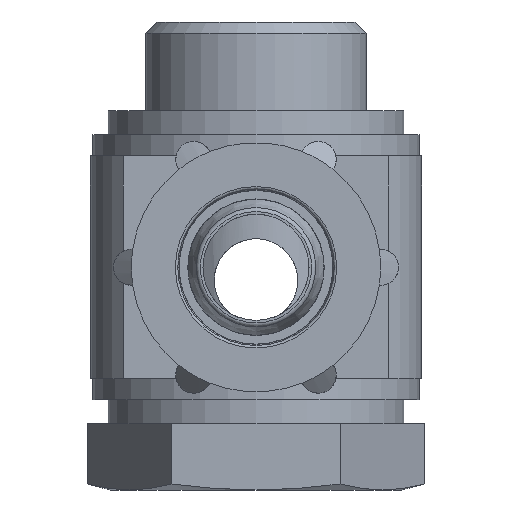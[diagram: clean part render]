
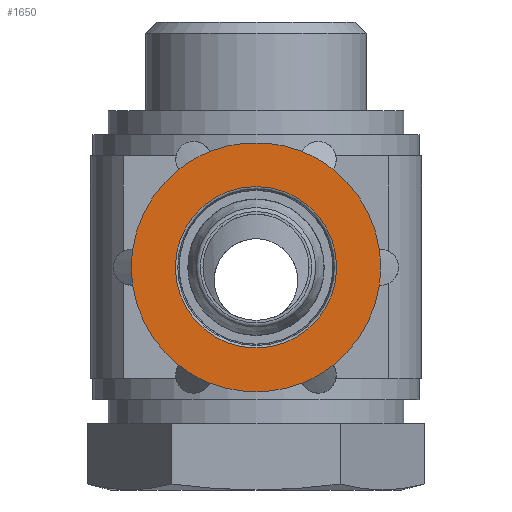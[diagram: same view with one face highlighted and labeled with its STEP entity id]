
A CAD part, left-side view. The second image highlights one B-rep face of the part: STEP entity #1650.
In plain terms, the highlighted face is planar.
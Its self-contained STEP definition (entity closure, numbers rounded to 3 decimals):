
#57=PLANE('',#1938);
#562=ORIENTED_EDGE('',*,*,#829,.F.);
#563=ORIENTED_EDGE('',*,*,#830,.T.);
#564=ORIENTED_EDGE('',*,*,#831,.T.);
#565=ORIENTED_EDGE('',*,*,#832,.T.);
#566=ORIENTED_EDGE('',*,*,#833,.T.);
#567=ORIENTED_EDGE('',*,*,#834,.T.);
#568=ORIENTED_EDGE('',*,*,#835,.T.);
#569=ORIENTED_EDGE('',*,*,#836,.T.);
#570=ORIENTED_EDGE('',*,*,#837,.T.);
#571=ORIENTED_EDGE('',*,*,#838,.T.);
#572=ORIENTED_EDGE('',*,*,#839,.T.);
#573=ORIENTED_EDGE('',*,*,#840,.T.);
#574=ORIENTED_EDGE('',*,*,#841,.T.);
#829=EDGE_CURVE('',#1003,#1003,#1110,.T.);
#830=EDGE_CURVE('',#1004,#1005,#1111,.T.);
#831=EDGE_CURVE('',#1005,#1006,#1112,.F.);
#832=EDGE_CURVE('',#1006,#1007,#1113,.T.);
#833=EDGE_CURVE('',#1007,#1008,#1114,.F.);
#834=EDGE_CURVE('',#1008,#1009,#1115,.T.);
#835=EDGE_CURVE('',#1009,#1010,#1116,.F.);
#836=EDGE_CURVE('',#1010,#1011,#1117,.T.);
#837=EDGE_CURVE('',#1011,#1012,#1118,.F.);
#838=EDGE_CURVE('',#1012,#1013,#1119,.T.);
#839=EDGE_CURVE('',#1013,#1014,#1120,.F.);
#840=EDGE_CURVE('',#1014,#1015,#1121,.T.);
#841=EDGE_CURVE('',#1015,#1004,#1122,.F.);
#1003=VERTEX_POINT('',#3109);
#1004=VERTEX_POINT('',#3111);
#1005=VERTEX_POINT('',#3112);
#1006=VERTEX_POINT('',#3114);
#1007=VERTEX_POINT('',#3116);
#1008=VERTEX_POINT('',#3118);
#1009=VERTEX_POINT('',#3120);
#1010=VERTEX_POINT('',#3122);
#1011=VERTEX_POINT('',#3124);
#1012=VERTEX_POINT('',#3126);
#1013=VERTEX_POINT('',#3128);
#1014=VERTEX_POINT('',#3130);
#1015=VERTEX_POINT('',#3132);
#1110=CIRCLE('',#1939,6.086);
#1111=CIRCLE('',#1940,9.4);
#1112=CIRCLE('',#1941,9.4);
#1113=CIRCLE('',#1942,9.4);
#1114=CIRCLE('',#1943,9.4);
#1115=CIRCLE('',#1944,9.4);
#1116=CIRCLE('',#1945,9.4);
#1117=CIRCLE('',#1946,9.4);
#1118=CIRCLE('',#1947,9.4);
#1119=CIRCLE('',#1948,9.4);
#1120=CIRCLE('',#1949,9.4);
#1121=CIRCLE('',#1950,9.4);
#1122=CIRCLE('',#1951,9.4);
#1286=EDGE_LOOP('',(#562));
#1287=EDGE_LOOP('',(#563,#564,#565,#566,#567,#568,#569,#570,#571,#572,#573,
#574));
#1475=FACE_BOUND('',#1286,.T.);
#1476=FACE_BOUND('',#1287,.T.);
#1650=ADVANCED_FACE('',(#1475,#1476),#57,.F.);
#1938=AXIS2_PLACEMENT_3D('',#3107,#2386,#2387);
#1939=AXIS2_PLACEMENT_3D('',#3108,#2388,#2389);
#1940=AXIS2_PLACEMENT_3D('',#3110,#2390,#2391);
#1941=AXIS2_PLACEMENT_3D('',#3113,#2392,#2393);
#1942=AXIS2_PLACEMENT_3D('',#3115,#2394,#2395);
#1943=AXIS2_PLACEMENT_3D('',#3117,#2396,#2397);
#1944=AXIS2_PLACEMENT_3D('',#3119,#2398,#2399);
#1945=AXIS2_PLACEMENT_3D('',#3121,#2400,#2401);
#1946=AXIS2_PLACEMENT_3D('',#3123,#2402,#2403);
#1947=AXIS2_PLACEMENT_3D('',#3125,#2404,#2405);
#1948=AXIS2_PLACEMENT_3D('',#3127,#2406,#2407);
#1949=AXIS2_PLACEMENT_3D('',#3129,#2408,#2409);
#1950=AXIS2_PLACEMENT_3D('',#3131,#2410,#2411);
#1951=AXIS2_PLACEMENT_3D('',#3133,#2412,#2413);
#2386=DIRECTION('',(-1.,0.,0.));
#2387=DIRECTION('',(0.,0.,1.));
#2388=DIRECTION('',(1.,0.,0.));
#2389=DIRECTION('',(0.,1.,0.));
#2390=DIRECTION('',(1.,0.,0.));
#2391=DIRECTION('',(0.,0.,-1.));
#2392=DIRECTION('',(-1.,0.,0.));
#2393=DIRECTION('',(0.,0.,1.));
#2394=DIRECTION('',(1.,0.,0.));
#2395=DIRECTION('',(0.,0.,-1.));
#2396=DIRECTION('',(-1.,0.,0.));
#2397=DIRECTION('',(0.,0.,1.));
#2398=DIRECTION('',(1.,0.,0.));
#2399=DIRECTION('',(0.,0.,-1.));
#2400=DIRECTION('',(-1.,0.,0.));
#2401=DIRECTION('',(0.,0.,1.));
#2402=DIRECTION('',(1.,0.,0.));
#2403=DIRECTION('',(0.,0.,-1.));
#2404=DIRECTION('',(-1.,0.,0.));
#2405=DIRECTION('',(0.,0.,1.));
#2406=DIRECTION('',(1.,0.,0.));
#2407=DIRECTION('',(0.,0.,-1.));
#2408=DIRECTION('',(-1.,0.,0.));
#2409=DIRECTION('',(0.,0.,1.));
#2410=DIRECTION('',(1.,0.,0.));
#2411=DIRECTION('',(0.,0.,-1.));
#2412=DIRECTION('',(-1.,0.,0.));
#2413=DIRECTION('',(0.,0.,1.));
#3107=CARTESIAN_POINT('',(14.5,9.25,0.));
#3108=CARTESIAN_POINT('',(14.5,0.,0.));
#3109=CARTESIAN_POINT('',(14.5,6.086,0.));
#3110=CARTESIAN_POINT('',(14.5,0.,0.));
#3111=CARTESIAN_POINT('',(14.5,3.485,8.73));
#3112=CARTESIAN_POINT('',(14.5,-3.485,8.73));
#3113=CARTESIAN_POINT('',(14.5,0.,0.));
#3114=CARTESIAN_POINT('',(14.5,-5.818,7.383));
#3115=CARTESIAN_POINT('',(14.5,0.,0.));
#3116=CARTESIAN_POINT('',(14.5,-9.303,1.347));
#3117=CARTESIAN_POINT('',(14.5,0.,0.));
#3118=CARTESIAN_POINT('',(14.5,-9.303,-1.347));
#3119=CARTESIAN_POINT('',(14.5,0.,0.));
#3120=CARTESIAN_POINT('',(14.5,-5.818,-7.383));
#3121=CARTESIAN_POINT('',(14.5,0.,0.));
#3122=CARTESIAN_POINT('',(14.5,-3.485,-8.73));
#3123=CARTESIAN_POINT('',(14.5,0.,0.));
#3124=CARTESIAN_POINT('',(14.5,3.485,-8.73));
#3125=CARTESIAN_POINT('',(14.5,0.,0.));
#3126=CARTESIAN_POINT('',(14.5,5.818,-7.383));
#3127=CARTESIAN_POINT('',(14.5,0.,0.));
#3128=CARTESIAN_POINT('',(14.5,9.303,-1.347));
#3129=CARTESIAN_POINT('',(14.5,0.,0.));
#3130=CARTESIAN_POINT('',(14.5,9.303,1.347));
#3131=CARTESIAN_POINT('',(14.5,0.,0.));
#3132=CARTESIAN_POINT('',(14.5,5.818,7.383));
#3133=CARTESIAN_POINT('',(14.5,0.,0.));
